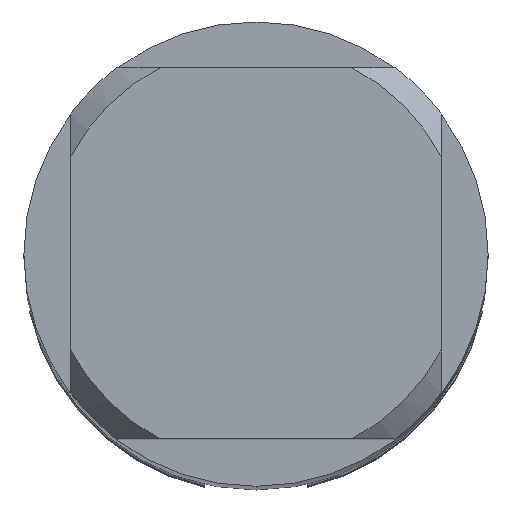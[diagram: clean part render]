
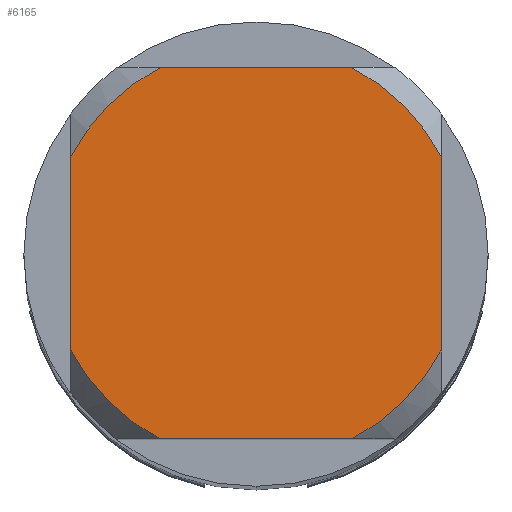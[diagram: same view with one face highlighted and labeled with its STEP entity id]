
A CAD part, top view. The second image highlights one B-rep face of the part: STEP entity #6165.
In plain terms, the highlighted planar face has unit normal (0, 0, 1).
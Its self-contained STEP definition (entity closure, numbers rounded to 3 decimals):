
#2365=VERTEX_POINT('',#6557);
#2487=EDGE_CURVE('',#2365,#5819,#6689,.T.);
#2519=EDGE_CURVE('',#6081,#3691,#6727,.T.);
#2605=VERTEX_POINT('',#6818);
#2867=EDGE_CURVE('',#2365,#2605,#7102,.T.);
#3181=VERTEX_POINT('',#7450);
#3389=VERTEX_POINT('',#7675);
#3635=EDGE_CURVE('',#3181,#3389,#7938,.T.);
#3691=VERTEX_POINT('',#8002);
#4341=VERTEX_POINT('',#8700);
#5289=EDGE_CURVE('',#6081,#3389,#9730,.T.);
#5347=EDGE_CURVE('',#4341,#5819,#9790,.T.);
#5819=VERTEX_POINT('',#10305);
#5975=EDGE_CURVE('',#4341,#3691,#10477,.T.);
#6005=EDGE_CURVE('',#3181,#2605,#10509,.T.);
#6081=VERTEX_POINT('',#10589);
#6165=ADVANCED_FACE('',(#10681),#10682,.T.);
#6557=CARTESIAN_POINT('',(-2.062,-4.0,0.0));
#6689=LINE('',#11625,#11626);
#6727=CIRCLE('',#11681,4.5);
#6818=CARTESIAN_POINT('',(-4.0,-2.062,0.0));
#7102=CIRCLE('',#12436,4.5);
#7450=CARTESIAN_POINT('',(-4.0,2.062,0.0));
#7675=CARTESIAN_POINT('',(-2.062,4.0,0.0));
#7938=CIRCLE('',#14147,4.5);
#8002=CARTESIAN_POINT('',(4.0,2.062,0.0));
#8700=CARTESIAN_POINT('',(4.0,-2.062,0.0));
#9730=LINE('',#17528,#17529);
#9790=CIRCLE('',#17622,4.5);
#10305=CARTESIAN_POINT('',(2.062,-4.0,0.0));
#10477=LINE('',#18916,#18917);
#10509=LINE('',#18991,#18992);
#10589=CARTESIAN_POINT('',(2.062,4.0,0.0));
#10681=FACE_OUTER_BOUND('',#19326,.T.);
#10682=PLANE('',#19327);
#11625=CARTESIAN_POINT('',(0.0,-4.0,0.0));
#11626=VECTOR('',#19903,1.0);
#11681=AXIS2_PLACEMENT_3D('',#19969,#19970,#19971);
#12436=AXIS2_PLACEMENT_3D('',#20294,#20295,#20296);
#14147=AXIS2_PLACEMENT_3D('',#21229,#21230,#21231);
#17528=CARTESIAN_POINT('',(0.0,4.0,0.0));
#17529=VECTOR('',#23042,1.0);
#17622=AXIS2_PLACEMENT_3D('',#23087,#23088,#23089);
#18916=CARTESIAN_POINT('',(4.0,1.125,0.0));
#18917=VECTOR('',#23910,1.0);
#18991=CARTESIAN_POINT('',(-4.0,1.125,0.0));
#18992=VECTOR('',#23940,1.0);
#19326=EDGE_LOOP('',(#24089,#24090,#24091,#24092,#24093,#24094,#24095,#24096));
#19327=AXIS2_PLACEMENT_3D('',#24097,#24098,#24099);
#19903=DIRECTION('',(1.0,0.0,0.0));
#19969=CARTESIAN_POINT('',(0.0,0.0,0.0));
#19970=DIRECTION('',(0.0,0.0,-1.0));
#19971=DIRECTION('',(0.0,1.0,0.0));
#20294=CARTESIAN_POINT('',(0.0,0.0,0.0));
#20295=DIRECTION('',(0.0,0.0,-1.0));
#20296=DIRECTION('',(0.0,1.0,0.0));
#21229=CARTESIAN_POINT('',(0.0,0.0,0.0));
#21230=DIRECTION('',(0.0,0.0,-1.0));
#21231=DIRECTION('',(0.0,1.0,0.0));
#23042=DIRECTION('',(-1.0,0.0,0.0));
#23087=CARTESIAN_POINT('',(0.0,0.0,0.0));
#23088=DIRECTION('',(0.0,0.0,-1.0));
#23089=DIRECTION('',(0.0,1.0,0.0));
#23910=DIRECTION('',(-0.0,1.0,0.0));
#23940=DIRECTION('',(-0.0,-1.0,0.0));
#24089=ORIENTED_EDGE('',*,*,#6005,.T.);
#24090=ORIENTED_EDGE('',*,*,#2867,.F.);
#24091=ORIENTED_EDGE('',*,*,#2487,.T.);
#24092=ORIENTED_EDGE('',*,*,#5347,.F.);
#24093=ORIENTED_EDGE('',*,*,#5975,.T.);
#24094=ORIENTED_EDGE('',*,*,#2519,.F.);
#24095=ORIENTED_EDGE('',*,*,#5289,.T.);
#24096=ORIENTED_EDGE('',*,*,#3635,.F.);
#24097=CARTESIAN_POINT('',(0.0,2.25,0.0));
#24098=DIRECTION('',(-0.0,0.0,1.0));
#24099=DIRECTION('',(0.0,-1.0,0.0));
